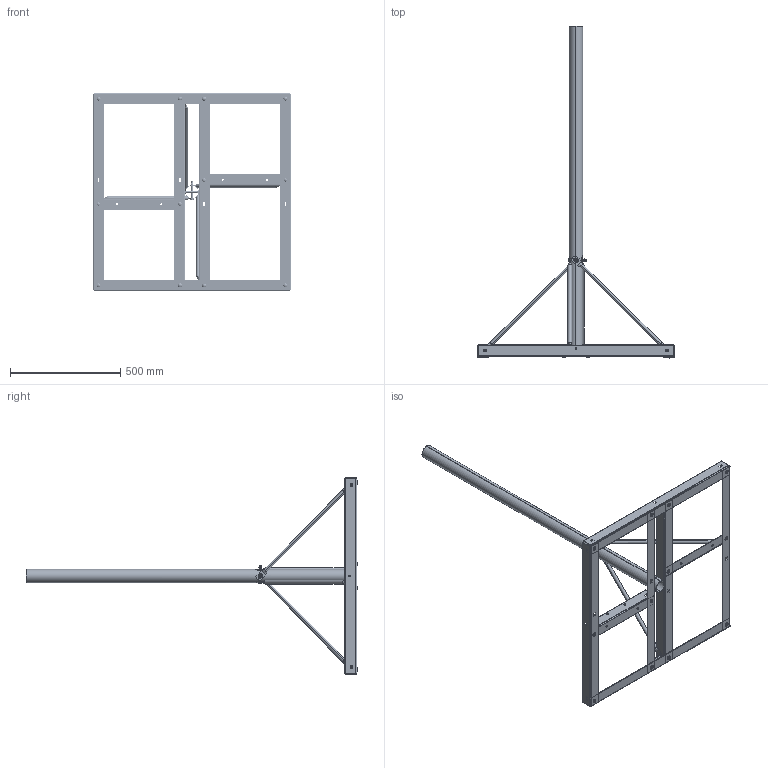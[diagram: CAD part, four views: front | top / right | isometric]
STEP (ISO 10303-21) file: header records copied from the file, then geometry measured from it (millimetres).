
FILE_DESCRIPTION (( 'STEP AP214' ), '1' );
FILE_NAME ('FMFRM1_3D.step', '2023-01-20T18:29:09', ( '' ), ( '' ), 'SwSTEP 2.0', 'SolidWorks 2022', '' );
FILE_SCHEMA (( 'AUTOMOTIVE_DESIGN' ));
Length unit declared in the file: inch
Products named in the file (10): Supporting Rod^FMFRM1; FMFRM1_3D; 5_16-18x3_4 Round FH Square Screw^FMFRM1; Bushing^FMFRM1; 5_16-18 Nylon Nut^FMFRM1; Mounting Base Long^FMFRM1; Mounting Base Short^FMFRM1; 5_16-18 Washer^FMFRM1; Mast Pole^FMFRM1; 5_16-18x3-1_8in HH Cap Screw^FMFRM1
Assembly tree (77 placements, depth 2):
  FMFRM1_3D
    Mast Pole^FMFRM1
    Mounting Base Long^FMFRM1  x6
    Mounting Base Short^FMFRM1  x2
    Supporting Rod^FMFRM1  x4
    5_16-18x3_4 Round FH Square Screw^FMFRM1  x14
    5_16-18 Washer^FMFRM1  x24
    5_16-18 Nylon Nut^FMFRM1  x19
    5_16-18x3-1_8in HH Cap Screw^FMFRM1  x5
    Bushing^FMFRM1  x2
Bounding box: 897.5 x 1504.47 x 897.5 mm (x, y, z)
Volume: 2341775 mm3; surface area: 1977129.6 mm2
Topology: 96 solids, 96 shells, 2965 faces, 7472 edges, 4806 vertices
Faces by surface type: cylinder 1124, plane 835, cone 410, bspline 314, torus 198, sphere 84
Entity records: 20153 total; most frequent: CARTESIAN_POINT 10916, ORIENTED_EDGE 1864, DIRECTION 1692, EDGE_CURVE 932, AXIS2_PLACEMENT_3D 623, VERTEX_POINT 607, LINE 446, VECTOR 446
